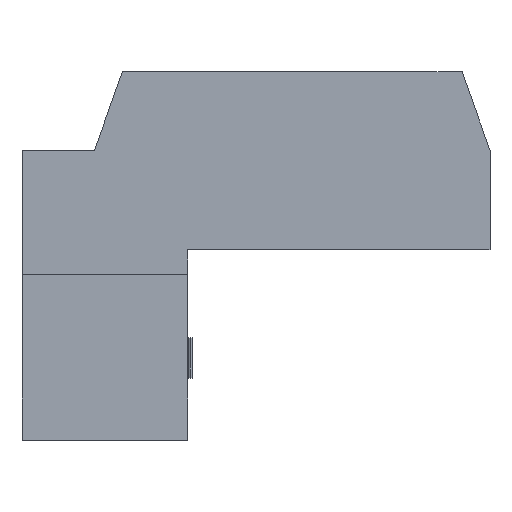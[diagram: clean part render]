
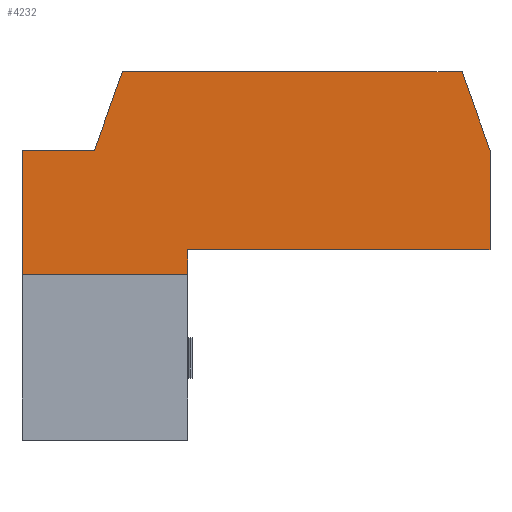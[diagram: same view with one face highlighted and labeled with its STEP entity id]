
A CAD part, top view. The second image highlights one B-rep face of the part: STEP entity #4232.
In plain terms, the highlighted free-form (B-spline) face has degree [1, 1] with [2, 2] control points.
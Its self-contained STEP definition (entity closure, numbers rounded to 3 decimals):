
#3967 = EDGE_CURVE('',#3968,#3970,#3972,.T.);
#3968 = VERTEX_POINT('',#3969);
#3969 = CARTESIAN_POINT('',(0.,828.021,776.27));
#3970 = VERTEX_POINT('',#3971);
#3971 = CARTESIAN_POINT('',(828.021,828.021,
    776.27));
#3972 = B_SPLINE_CURVE_WITH_KNOTS('',1,(#3973,#3974),.UNSPECIFIED.,.F.,
  .F.,(2,2),(-565.,235.),.PIECEWISE_BEZIER_KNOTS.);
#3973 = CARTESIAN_POINT('',(0.,828.021,776.27));
#3974 = CARTESIAN_POINT('',(828.021,828.021,
    776.27));
#4012 = VERTEX_POINT('',#4013);
#4013 = CARTESIAN_POINT('',(828.021,952.224,
    776.27));
#4018 = EDGE_CURVE('',#3970,#4012,#4019,.T.);
#4019 = B_SPLINE_CURVE_WITH_KNOTS('',1,(#4020,#4021),.UNSPECIFIED.,.F.,
  .F.,(2,2),(800.,920.),.PIECEWISE_BEZIER_KNOTS.);
#4020 = CARTESIAN_POINT('',(828.021,828.021,
    776.27));
#4021 = CARTESIAN_POINT('',(828.021,952.224,
    776.27));
#4090 = VERTEX_POINT('',#4091);
#4091 = CARTESIAN_POINT('',(0.,1449.037,776.27));
#4096 = EDGE_CURVE('',#4097,#4090,#4099,.T.);
#4097 = VERTEX_POINT('',#4098);
#4098 = CARTESIAN_POINT('',(362.259,1449.037,
    776.27));
#4099 = B_SPLINE_CURVE_WITH_KNOTS('',1,(#4100,#4101),.UNSPECIFIED.,.F.,
  .F.,(2,2),(-350.,0.),.PIECEWISE_BEZIER_KNOTS.);
#4100 = CARTESIAN_POINT('',(362.259,1449.037,
    776.27));
#4101 = CARTESIAN_POINT('',(0.,1449.037,776.27));
#4118 = EDGE_CURVE('',#4119,#4097,#4121,.T.);
#4119 = VERTEX_POINT('',#4120);
#4120 = CARTESIAN_POINT('',(501.988,1842.347,
    776.27));
#4121 = B_SPLINE_CURVE_WITH_KNOTS('',1,(#4122,#4123),.UNSPECIFIED.,.F.,
  .F.,(2,2),(0.,403.268),.PIECEWISE_BEZIER_KNOTS.);
#4122 = CARTESIAN_POINT('',(501.988,1842.347,
    776.27));
#4123 = CARTESIAN_POINT('',(362.259,1449.037,
    776.27));
#4140 = EDGE_CURVE('',#4141,#4119,#4143,.T.);
#4141 = VERTEX_POINT('',#4142);
#4142 = CARTESIAN_POINT('',(2199.431,1842.347,
    776.27));
#4143 = B_SPLINE_CURVE_WITH_KNOTS('',1,(#4144,#4145),.UNSPECIFIED.,.F.,
  .F.,(2,2),(-820.,820.),.PIECEWISE_BEZIER_KNOTS.);
#4144 = CARTESIAN_POINT('',(2199.431,1842.347,
    776.27));
#4145 = CARTESIAN_POINT('',(501.988,1842.347,
    776.27));
#4162 = EDGE_CURVE('',#4163,#4141,#4165,.T.);
#4163 = VERTEX_POINT('',#4164);
#4164 = CARTESIAN_POINT('',(2339.159,1449.037,
    776.27));
#4165 = B_SPLINE_CURVE_WITH_KNOTS('',1,(#4166,#4167),.UNSPECIFIED.,.F.,
  .F.,(2,2),(-403.268,0.),.PIECEWISE_BEZIER_KNOTS.);
#4166 = CARTESIAN_POINT('',(2339.159,1449.037,
    776.27));
#4167 = CARTESIAN_POINT('',(2199.431,1842.347,
    776.27));
#4184 = EDGE_CURVE('',#4185,#4163,#4187,.T.);
#4185 = VERTEX_POINT('',#4186);
#4186 = CARTESIAN_POINT('',(2339.159,952.224,
    776.27));
#4187 = B_SPLINE_CURVE_WITH_KNOTS('',1,(#4188,#4189),.UNSPECIFIED.,.F.,
  .F.,(2,2),(-480.,0.),.PIECEWISE_BEZIER_KNOTS.);
#4188 = CARTESIAN_POINT('',(2339.159,952.224,
    776.27));
#4189 = CARTESIAN_POINT('',(2339.159,1449.037,
    776.27));
#4206 = EDGE_CURVE('',#4012,#4185,#4207,.T.);
#4207 = B_SPLINE_CURVE_WITH_KNOTS('',1,(#4208,#4209),.UNSPECIFIED.,.F.,
  .F.,(2,2),(-1460.,0.),.PIECEWISE_BEZIER_KNOTS.);
#4208 = CARTESIAN_POINT('',(828.021,952.224,
    776.27));
#4209 = CARTESIAN_POINT('',(2339.159,952.224,
    776.27));
#4221 = EDGE_CURVE('',#4090,#3968,#4222,.T.);
#4222 = B_SPLINE_CURVE_WITH_KNOTS('',1,(#4223,#4224),.UNSPECIFIED.,.F.,
  .F.,(2,2),(-1400.,-800.),.PIECEWISE_BEZIER_KNOTS.);
#4223 = CARTESIAN_POINT('',(0.,1449.037,776.27));
#4224 = CARTESIAN_POINT('',(0.,828.021,776.27));
#4232 = ADVANCED_FACE('',(#4233),#4244,.T.);
#4233 = FACE_BOUND('',#4234,.T.);
#4234 = EDGE_LOOP('',(#4235,#4236,#4237,#4238,#4239,#4240,#4241,#4242,
    #4243));
#4235 = ORIENTED_EDGE('',*,*,#3967,.T.);
#4236 = ORIENTED_EDGE('',*,*,#4018,.T.);
#4237 = ORIENTED_EDGE('',*,*,#4206,.T.);
#4238 = ORIENTED_EDGE('',*,*,#4184,.T.);
#4239 = ORIENTED_EDGE('',*,*,#4162,.T.);
#4240 = ORIENTED_EDGE('',*,*,#4140,.T.);
#4241 = ORIENTED_EDGE('',*,*,#4118,.T.);
#4242 = ORIENTED_EDGE('',*,*,#4096,.T.);
#4243 = ORIENTED_EDGE('',*,*,#4221,.T.);
#4244 = B_SPLINE_SURFACE_WITH_KNOTS('',1,1,(
    (#4245,#4246)
    ,(#4247,#4248
    )),.UNSPECIFIED.,.F.,.F.,.F.,(2,2),(2,2),(-1130.,1130.),(-90.,
    890.),.PIECEWISE_BEZIER_KNOTS.);
#4245 = CARTESIAN_POINT('',(0.,828.021,776.27));
#4246 = CARTESIAN_POINT('',(0.,1842.347,776.27));
#4247 = CARTESIAN_POINT('',(2339.159,828.021,
    776.27));
#4248 = CARTESIAN_POINT('',(2339.159,1842.347,
    776.27));
